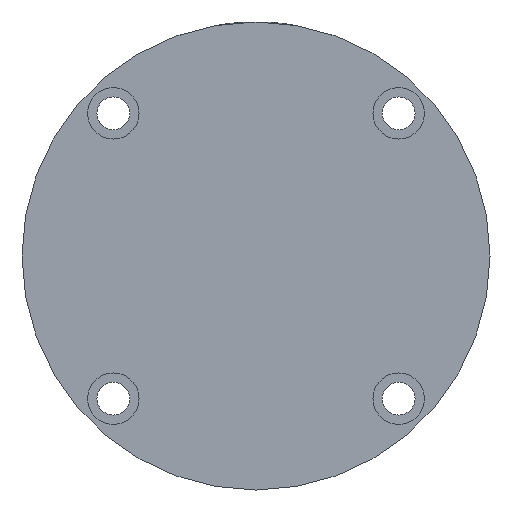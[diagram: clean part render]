
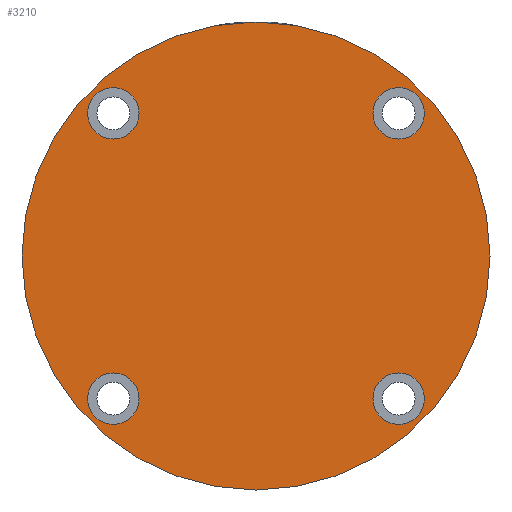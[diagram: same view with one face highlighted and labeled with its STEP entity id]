
A CAD part, left-side view. The second image highlights one B-rep face of the part: STEP entity #3210.
In plain terms, the highlighted face is planar.
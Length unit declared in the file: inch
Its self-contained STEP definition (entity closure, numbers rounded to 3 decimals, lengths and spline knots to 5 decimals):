
#79 = ORIENTED_EDGE ( 'NONE', *, *, #89, .F. ) ;
#89 = EDGE_CURVE ( 'NONE', #959, #4005, #1178, .T. ) ;
#141 = CARTESIAN_POINT ( 'NONE',  ( 0., 0.53, -1.56 ) ) ;
#145 = AXIS2_PLACEMENT_3D ( 'NONE', #1768, #4271, #2140 ) ;
#217 = CARTESIAN_POINT ( 'NONE',  ( -0.95106, 0.53, 0.95106 ) ) ;
#236 = VERTEX_POINT ( 'NONE', #4451 ) ;
#299 = AXIS2_PLACEMENT_3D ( 'NONE', #1683, #4193, #2048 ) ;
#325 = VERTEX_POINT ( 'NONE', #141 ) ;
#342 = DIRECTION ( 'NONE',  ( 0., -1., 0. ) ) ;
#357 = AXIS2_PLACEMENT_3D ( 'NONE', #568, #3051, #917 ) ;
#383 = CARTESIAN_POINT ( 'NONE',  ( 0., 0.53, 0. ) ) ;
#419 = CIRCLE ( 'NONE', #1048, 1.56 ) ;
#463 = CARTESIAN_POINT ( 'NONE',  ( 0.95106, 0.53, -0.95106 ) ) ;
#529 = CIRCLE ( 'NONE', #3342, 0.1715 ) ;
#563 = DIRECTION ( 'NONE',  ( 0., 0., 1. ) ) ;
#568 = CARTESIAN_POINT ( 'NONE',  ( -0.95106, 0.53, -0.95106 ) ) ;
#588 = FACE_BOUND ( 'NONE', #2456, .T. ) ;
#629 = EDGE_LOOP ( 'NONE', ( #2278, #3414 ) ) ;
#717 = DIRECTION ( 'NONE',  ( 0., 0., 1. ) ) ;
#796 = ORIENTED_EDGE ( 'NONE', *, *, #2737, .F. ) ;
#798 = DIRECTION ( 'NONE',  ( 0., 0., 1. ) ) ;
#917 = DIRECTION ( 'NONE',  ( 0., 0., 1. ) ) ;
#959 = VERTEX_POINT ( 'NONE', #963 ) ;
#963 = CARTESIAN_POINT ( 'NONE',  ( 0.95106, 0.53, 0.77956 ) ) ;
#1030 = ORIENTED_EDGE ( 'NONE', *, *, #1472, .F. ) ;
#1048 = AXIS2_PLACEMENT_3D ( 'NONE', #3604, #1473, #3949 ) ;
#1089 = CIRCLE ( 'NONE', #1446, 0.1715 ) ;
#1117 = EDGE_LOOP ( 'NONE', ( #2957, #4492 ) ) ;
#1131 = CARTESIAN_POINT ( 'NONE',  ( 0.95106, 0.53, -0.77956 ) ) ;
#1178 = CIRCLE ( 'NONE', #145, 0.1715 ) ;
#1428 = CARTESIAN_POINT ( 'NONE',  ( 0.95106, 0.53, 0.95106 ) ) ;
#1446 = AXIS2_PLACEMENT_3D ( 'NONE', #463, #2927, #798 ) ;
#1472 = EDGE_CURVE ( 'NONE', #4064, #3347, #3281, .T. ) ;
#1473 = DIRECTION ( 'NONE',  ( 0., 1., 0. ) ) ;
#1474 = EDGE_CURVE ( 'NONE', #3151, #2588, #4101, .T. ) ;
#1484 = EDGE_LOOP ( 'NONE', ( #2820, #1030 ) ) ;
#1601 = CARTESIAN_POINT ( 'NONE',  ( 0.95106, 0.53, -0.95106 ) ) ;
#1616 = DIRECTION ( 'NONE',  ( 0., 1., 0. ) ) ;
#1629 = FACE_BOUND ( 'NONE', #4200, .T. ) ;
#1683 = CARTESIAN_POINT ( 'NONE',  ( -0.95106, 0.53, -0.95106 ) ) ;
#1758 = DIRECTION ( 'NONE',  ( 0., 0., 1. ) ) ;
#1768 = CARTESIAN_POINT ( 'NONE',  ( 0.95106, 0.53, 0.95106 ) ) ;
#1801 = CARTESIAN_POINT ( 'NONE',  ( -0.95106, 0.53, -0.77956 ) ) ;
#1849 = CARTESIAN_POINT ( 'NONE',  ( 0.95106, 0.53, -1.12256 ) ) ;
#1958 = DIRECTION ( 'NONE',  ( 0., 0., 1. ) ) ;
#2048 = DIRECTION ( 'NONE',  ( 0., 0., 1. ) ) ;
#2050 = CARTESIAN_POINT ( 'NONE',  ( -0.95106, 0.53, 1.12256 ) ) ;
#2114 = AXIS2_PLACEMENT_3D ( 'NONE', #1601, #4097, #1958 ) ;
#2140 = DIRECTION ( 'NONE',  ( 0., 0., 1. ) ) ;
#2199 = CARTESIAN_POINT ( 'NONE',  ( 0., 0.53, 1.56 ) ) ;
#2278 = ORIENTED_EDGE ( 'NONE', *, *, #4519, .T. ) ;
#2291 = EDGE_CURVE ( 'NONE', #325, #3706, #419, .T. ) ;
#2365 = FACE_OUTER_BOUND ( 'NONE', #629, .T. ) ;
#2430 = CIRCLE ( 'NONE', #357, 0.1715 ) ;
#2455 = CARTESIAN_POINT ( 'NONE',  ( 0., 0.53, 0. ) ) ;
#2456 = EDGE_LOOP ( 'NONE', ( #796, #79 ) ) ;
#2486 = FACE_BOUND ( 'NONE', #1117, .T. ) ;
#2588 = VERTEX_POINT ( 'NONE', #3196 ) ;
#2677 = DIRECTION ( 'NONE',  ( 0., 1., 0. ) ) ;
#2737 = EDGE_CURVE ( 'NONE', #4005, #959, #3953, .T. ) ;
#2795 = DIRECTION ( 'NONE',  ( 0., 0., -1. ) ) ;
#2820 = ORIENTED_EDGE ( 'NONE', *, *, #3317, .F. ) ;
#2843 = DIRECTION ( 'NONE',  ( 0., 1., 0. ) ) ;
#2913 = CARTESIAN_POINT ( 'NONE',  ( 0.95106, 0.53, 1.12256 ) ) ;
#2927 = DIRECTION ( 'NONE',  ( 0., 1., 0. ) ) ;
#2957 = ORIENTED_EDGE ( 'NONE', *, *, #1474, .F. ) ;
#2976 = EDGE_CURVE ( 'NONE', #236, #3869, #2430, .T. ) ;
#3051 = DIRECTION ( 'NONE',  ( 0., 1., 0. ) ) ;
#3061 = AXIS2_PLACEMENT_3D ( 'NONE', #217, #2677, #563 ) ;
#3122 = CIRCLE ( 'NONE', #299, 0.1715 ) ;
#3151 = VERTEX_POINT ( 'NONE', #2050 ) ;
#3196 = CARTESIAN_POINT ( 'NONE',  ( -0.95106, 0.53, 0.77956 ) ) ;
#3210 = ADVANCED_FACE ( 'PLANAR_0', ( #1629, #3316, #588, #2486, #2365 ), #4258, .F. ) ;
#3281 = CIRCLE ( 'NONE', #2114, 0.1715 ) ;
#3316 = FACE_BOUND ( 'NONE', #1484, .T. ) ;
#3317 = EDGE_CURVE ( 'NONE', #3347, #4064, #1089, .T. ) ;
#3342 = AXIS2_PLACEMENT_3D ( 'NONE', #3744, #1616, #4110 ) ;
#3347 = VERTEX_POINT ( 'NONE', #1131 ) ;
#3365 = AXIS2_PLACEMENT_3D ( 'NONE', #1428, #3904, #1758 ) ;
#3396 = EDGE_CURVE ( 'NONE', #2588, #3151, #529, .T. ) ;
#3414 = ORIENTED_EDGE ( 'NONE', *, *, #2291, .T. ) ;
#3604 = CARTESIAN_POINT ( 'NONE',  ( 0., 0.53, 0. ) ) ;
#3616 = AXIS2_PLACEMENT_3D ( 'NONE', #383, #2843, #717 ) ;
#3706 = VERTEX_POINT ( 'NONE', #2199 ) ;
#3744 = CARTESIAN_POINT ( 'NONE',  ( -0.95106, 0.53, 0.95106 ) ) ;
#3869 = VERTEX_POINT ( 'NONE', #1801 ) ;
#3904 = DIRECTION ( 'NONE',  ( 0., 1., 0. ) ) ;
#3949 = DIRECTION ( 'NONE',  ( 0., 0., 1. ) ) ;
#3953 = CIRCLE ( 'NONE', #3365, 0.1715 ) ;
#4005 = VERTEX_POINT ( 'NONE', #2913 ) ;
#4064 = VERTEX_POINT ( 'NONE', #1849 ) ;
#4097 = DIRECTION ( 'NONE',  ( 0., 1., 0. ) ) ;
#4101 = CIRCLE ( 'NONE', #3061, 0.1715 ) ;
#4110 = DIRECTION ( 'NONE',  ( 0., 0., 1. ) ) ;
#4143 = AXIS2_PLACEMENT_3D ( 'NONE', #2455, #342, #2795 ) ;
#4193 = DIRECTION ( 'NONE',  ( 0., 1., 0. ) ) ;
#4200 = EDGE_LOOP ( 'NONE', ( #4506, #4366 ) ) ;
#4258 = PLANE ( 'NONE',  #4143 ) ;
#4271 = DIRECTION ( 'NONE',  ( 0., 1., 0. ) ) ;
#4354 = EDGE_CURVE ( 'NONE', #3869, #236, #3122, .T. ) ;
#4366 = ORIENTED_EDGE ( 'NONE', *, *, #2976, .F. ) ;
#4443 = CIRCLE ( 'NONE', #3616, 1.56 ) ;
#4451 = CARTESIAN_POINT ( 'NONE',  ( -0.95106, 0.53, -1.12256 ) ) ;
#4492 = ORIENTED_EDGE ( 'NONE', *, *, #3396, .F. ) ;
#4506 = ORIENTED_EDGE ( 'NONE', *, *, #4354, .F. ) ;
#4519 = EDGE_CURVE ( 'NONE', #3706, #325, #4443, .T. ) ;
